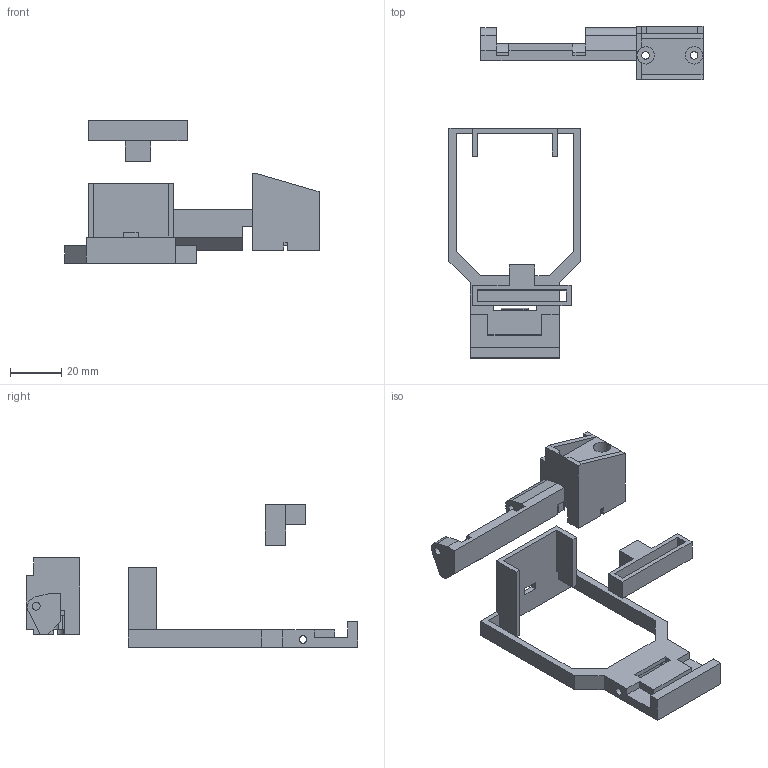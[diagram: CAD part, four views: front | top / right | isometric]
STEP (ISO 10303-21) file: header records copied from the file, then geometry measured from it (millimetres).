
FILE_DESCRIPTION(/* description */ ('STEP AP242'),/* implementation_level */ '2;1');
FILE_NAME(/* name */ 'Probe Mount, lever and hooper_.step',/* time_stamp */ '2025-08-04T17:16:52+02:00',/* author */ (''),/* organization */ (''),/* preprocessor_version */ 'ST-DEVELOPER v20.1',/* originating_system */ 'Autodesk Translation Framework v14.10.0.0',/* authorisation */ '');
FILE_SCHEMA (('AUTOMOTIVE_DESIGN { 1 0 10303 214 3 1 1 }'));
Length unit declared in the file: millimetre
Products named in the file (1): Carto Mount
Bounding box: 99.5 x 130 x 55.73 mm (x, y, z)
Volume: 30299.8 mm3; surface area: 20547.9 mm2
Topology: 3 solids, 3 shells, 184 faces, 528 edges, 348 vertices
Faces by surface type: plane 157, cylinder 27
Full cylindrical faces by diameter (mm): 3 x6, 6.8 x2
Entity records: 6025 total; most frequent: CARTESIAN_POINT 1062, ORIENTED_EDGE 1058, DIRECTION 962, EDGE_CURVE 529, LINE 466, VECTOR 466, VERTEX_POINT 348, AXIS2_PLACEMENT_3D 248
